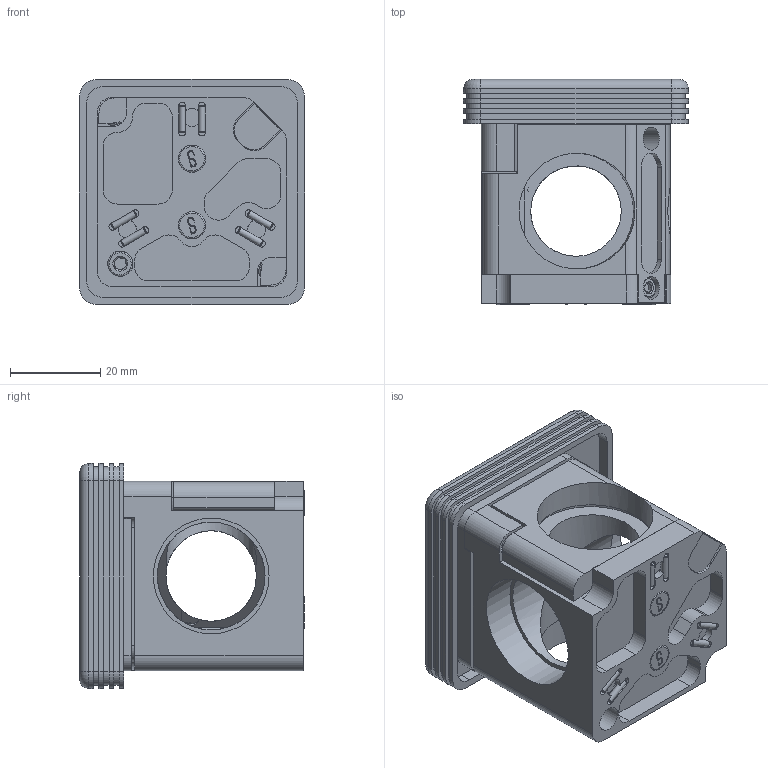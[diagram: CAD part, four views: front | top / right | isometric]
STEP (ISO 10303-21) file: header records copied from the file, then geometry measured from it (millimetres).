
FILE_DESCRIPTION (( 'STEP AP203' ), '1' );
FILE_NAME ('530130.STEP', '2025-04-27T08:25:11', ( 'Windows User' ), ( 'P R C' ), 'SwSTEP 2.0', 'SolidWorks 2020', '' );
FILE_SCHEMA (( 'CONFIG_CONTROL_DESIGN' ));
Length unit declared in the file: millimetre
Products named in the file (1): 530130
Bounding box: 49.78 x 49.75 x 49.78 mm (x, y, z)
Volume: 42923.4 mm3; surface area: 31166.9 mm2
Topology: 17 solids, 18 shells, 654 faces, 1686 edges, 1109 vertices
Faces by surface type: plane 361, cylinder 199, bspline 60, cone 30, torus 4
Full cylindrical faces by diameter (mm): 1.5 x6, 1.6 x2, 2 x1, 2.05 x2, 2.1 x2, 2.5 x4, 2.9 x2, 3 x3, 3.4 x3, 4 x3, 4.6 x1, 5.08 x4, 5.5 x3, 5.6 x3, 6 x4, 20 x2, 23.825 x2, 25.603 x4, 26.797 x2
Entity records: 21844 total; most frequent: CARTESIAN_POINT 6619, ORIENTED_EDGE 3114, DIRECTION 2988, EDGE_CURVE 1557, VERTEX_POINT 1075, AXIS2_PLACEMENT_3D 1010, VECTOR 968, LINE 968
